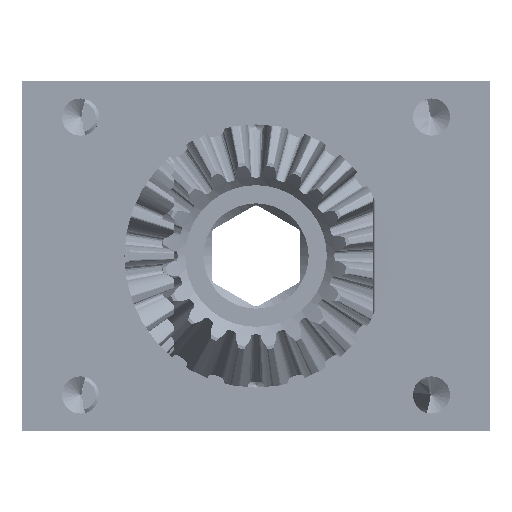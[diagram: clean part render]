
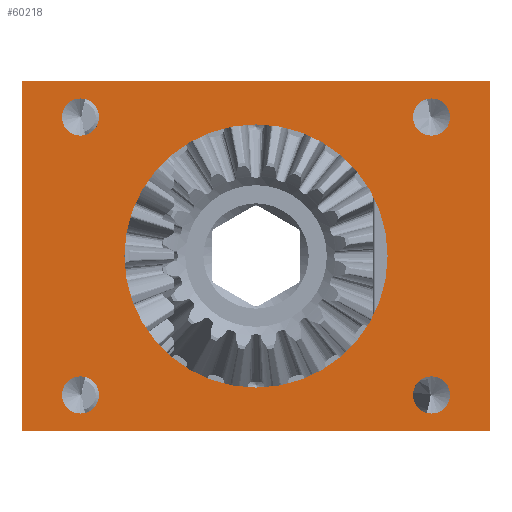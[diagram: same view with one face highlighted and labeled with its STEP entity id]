
A CAD part, front view. The second image highlights one B-rep face of the part: STEP entity #60218.
In plain terms, the highlighted planar face has unit normal (0, -1, 0).
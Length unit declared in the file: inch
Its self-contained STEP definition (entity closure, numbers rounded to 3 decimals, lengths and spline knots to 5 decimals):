
#1010 = DIRECTION ( 'NONE',  ( 0., 0., -1. ) ) ;
#1280 = DIRECTION ( 'NONE',  ( 0., 0., 1. ) ) ;
#1621 = DIRECTION ( 'NONE',  ( 0., 0., -1. ) ) ;
#1805 = VECTOR ( 'NONE', #4881, 39.37008 ) ;
#3159 = VERTEX_POINT ( 'NONE', #44478 ) ;
#3388 = AXIS2_PLACEMENT_3D ( 'NONE', #39363, #18676, #43979 ) ;
#3774 = LINE ( 'NONE', #28316, #9802 ) ;
#3994 = DIRECTION ( 'NONE',  ( 0., 0., -1. ) ) ;
#4881 = DIRECTION ( 'NONE',  ( 1., 0., 0. ) ) ;
#5293 = CARTESIAN_POINT ( 'NONE',  ( -1., -1., -0.75 ) ) ;
#5629 = CARTESIAN_POINT ( 'NONE',  ( 0.75, -1., -0.67325 ) ) ;
#5644 = CARTESIAN_POINT ( 'NONE',  ( 0.75, -1., 0.51425 ) ) ;
#7675 = CARTESIAN_POINT ( 'NONE',  ( 0.75, -1., 0.67325 ) ) ;
#7902 = ORIENTED_EDGE ( 'NONE', *, *, #32054, .F. ) ;
#7954 = FACE_BOUND ( 'NONE', #56576, .T. ) ;
#8885 = AXIS2_PLACEMENT_3D ( 'NONE', #27909, #47840, #20882 ) ;
#9268 = ORIENTED_EDGE ( 'NONE', *, *, #69645, .F. ) ;
#9802 = VECTOR ( 'NONE', #53663, 39.37008 ) ;
#10062 = VERTEX_POINT ( 'NONE', #78979 ) ;
#10133 = AXIS2_PLACEMENT_3D ( 'NONE', #64195, #57971, #1010 ) ;
#11077 = EDGE_CURVE ( 'NONE', #50523, #46977, #21275, .T. ) ;
#12256 = CARTESIAN_POINT ( 'NONE',  ( -0.75, -1., -0.67325 ) ) ;
#13337 = CARTESIAN_POINT ( 'NONE',  ( 0.75, -1., -0.59375 ) ) ;
#13458 = ORIENTED_EDGE ( 'NONE', *, *, #55144, .F. ) ;
#13745 = VERTEX_POINT ( 'NONE', #66985 ) ;
#14547 = DIRECTION ( 'NONE',  ( 0., -1., 0. ) ) ;
#16106 = DIRECTION ( 'NONE',  ( 0., 0., -1. ) ) ;
#16348 = EDGE_LOOP ( 'NONE', ( #34749, #52808 ) ) ;
#16476 = EDGE_CURVE ( 'NONE', #13745, #16685, #64387, .T. ) ;
#16685 = VERTEX_POINT ( 'NONE', #75131 ) ;
#16798 = CIRCLE ( 'NONE', #10133, 0.0795 ) ;
#17141 = VECTOR ( 'NONE', #54888, 39.37008 ) ;
#18490 = CIRCLE ( 'NONE', #34351, 0.0795 ) ;
#18676 = DIRECTION ( 'NONE',  ( 0., -1., 0. ) ) ;
#18696 = AXIS2_PLACEMENT_3D ( 'NONE', #24395, #48473, #16106 ) ;
#18776 = EDGE_CURVE ( 'NONE', #32328, #36045, #55704, .T. ) ;
#19547 = CARTESIAN_POINT ( 'NONE',  ( -1., -1., 0.75 ) ) ;
#19644 = VERTEX_POINT ( 'NONE', #5629 ) ;
#19968 = CARTESIAN_POINT ( 'NONE',  ( 0.75, -1., -0.59375 ) ) ;
#20741 = CARTESIAN_POINT ( 'NONE',  ( -0.75, -1., 0.67325 ) ) ;
#20882 = DIRECTION ( 'NONE',  ( 0., 0., -1. ) ) ;
#21171 = DIRECTION ( 'NONE',  ( 0., 0., -1. ) ) ;
#21275 = CIRCLE ( 'NONE', #63697, 0.0795 ) ;
#21282 = FACE_BOUND ( 'NONE', #67086, .T. ) ;
#21449 = CIRCLE ( 'NONE', #25396, 0.5625 ) ;
#22350 = ORIENTED_EDGE ( 'NONE', *, *, #16476, .F. ) ;
#22361 = CARTESIAN_POINT ( 'NONE',  ( 0., -1., -0.5625 ) ) ;
#22584 = VERTEX_POINT ( 'NONE', #77375 ) ;
#22844 = EDGE_LOOP ( 'NONE', ( #9268, #48716 ) ) ;
#22854 = VECTOR ( 'NONE', #1621, 39.37008 ) ;
#23180 = CIRCLE ( 'NONE', #62947, 0.0795 ) ;
#24152 = CARTESIAN_POINT ( 'NONE',  ( -1., -1., 0.75 ) ) ;
#24395 = CARTESIAN_POINT ( 'NONE',  ( -0.75, -1., -0.59375 ) ) ;
#25396 = AXIS2_PLACEMENT_3D ( 'NONE', #79453, #73622, #80264 ) ;
#27909 = CARTESIAN_POINT ( 'NONE',  ( 0.75, -1., 0.59375 ) ) ;
#28188 = DIRECTION ( 'NONE',  ( 0., -1., 0. ) ) ;
#28316 = CARTESIAN_POINT ( 'NONE',  ( -1., -1., 0.75 ) ) ;
#28837 = AXIS2_PLACEMENT_3D ( 'NONE', #13337, #33276, #51978 ) ;
#31240 = EDGE_CURVE ( 'NONE', #22584, #44584, #53129, .T. ) ;
#31273 = CIRCLE ( 'NONE', #3388, 0.0795 ) ;
#31613 = ORIENTED_EDGE ( 'NONE', *, *, #66605, .F. ) ;
#32054 = EDGE_CURVE ( 'NONE', #38580, #40730, #35483, .T. ) ;
#32328 = VERTEX_POINT ( 'NONE', #19547 ) ;
#32835 = CARTESIAN_POINT ( 'NONE',  ( 1., -1., 0.75 ) ) ;
#33276 = DIRECTION ( 'NONE',  ( 0., -1., 0. ) ) ;
#33703 = FACE_BOUND ( 'NONE', #47073, .T. ) ;
#34351 = AXIS2_PLACEMENT_3D ( 'NONE', #41277, #36289, #80318 ) ;
#34749 = ORIENTED_EDGE ( 'NONE', *, *, #63446, .F. ) ;
#34767 = CARTESIAN_POINT ( 'NONE',  ( -0.75, -1., 0.59375 ) ) ;
#35483 = CIRCLE ( 'NONE', #8885, 0.0795 ) ;
#36045 = VERTEX_POINT ( 'NONE', #49544 ) ;
#36289 = DIRECTION ( 'NONE',  ( 0., -1., 0. ) ) ;
#38580 = VERTEX_POINT ( 'NONE', #7675 ) ;
#39032 = ORIENTED_EDGE ( 'NONE', *, *, #56436, .F. ) ;
#39363 = CARTESIAN_POINT ( 'NONE',  ( -0.75, -1., 0.59375 ) ) ;
#40730 = VERTEX_POINT ( 'NONE', #5644 ) ;
#40753 = FACE_OUTER_BOUND ( 'NONE', #55777, .T. ) ;
#40982 = DIRECTION ( 'NONE',  ( 0., -1., 0. ) ) ;
#41044 = CARTESIAN_POINT ( 'NONE',  ( 0., -1., 0. ) ) ;
#41277 = CARTESIAN_POINT ( 'NONE',  ( -0.75, -1., -0.59375 ) ) ;
#43979 = DIRECTION ( 'NONE',  ( 0., 0., -1. ) ) ;
#44135 = EDGE_CURVE ( 'NONE', #36045, #16685, #56811, .T. ) ;
#44478 = CARTESIAN_POINT ( 'NONE',  ( 0., -1., 0.5625 ) ) ;
#44584 = VERTEX_POINT ( 'NONE', #12256 ) ;
#45270 = DIRECTION ( 'NONE',  ( 0., 0., -1. ) ) ;
#46977 = VERTEX_POINT ( 'NONE', #65501 ) ;
#46993 = DIRECTION ( 'NONE',  ( 0., 1., 0. ) ) ;
#47073 = EDGE_LOOP ( 'NONE', ( #54127, #31613 ) ) ;
#47840 = DIRECTION ( 'NONE',  ( 0., -1., 0. ) ) ;
#48473 = DIRECTION ( 'NONE',  ( 0., -1., 0. ) ) ;
#48716 = ORIENTED_EDGE ( 'NONE', *, *, #11077, .F. ) ;
#49327 = EDGE_CURVE ( 'NONE', #40730, #38580, #16798, .T. ) ;
#49544 = CARTESIAN_POINT ( 'NONE',  ( -1., -1., -0.75 ) ) ;
#50093 = EDGE_CURVE ( 'NONE', #19644, #10062, #65952, .T. ) ;
#50515 = EDGE_CURVE ( 'NONE', #65519, #3159, #60744, .T. ) ;
#50523 = VERTEX_POINT ( 'NONE', #20741 ) ;
#51978 = DIRECTION ( 'NONE',  ( 0., 0., -1. ) ) ;
#52006 = PLANE ( 'NONE',  #59451 ) ;
#52808 = ORIENTED_EDGE ( 'NONE', *, *, #31240, .F. ) ;
#52824 = CARTESIAN_POINT ( 'NONE',  ( -1., -1., 0.75 ) ) ;
#53129 = CIRCLE ( 'NONE', #18696, 0.0795 ) ;
#53663 = DIRECTION ( 'NONE',  ( 1., 0., 0. ) ) ;
#54127 = ORIENTED_EDGE ( 'NONE', *, *, #50515, .F. ) ;
#54301 = ORIENTED_EDGE ( 'NONE', *, *, #44135, .T. ) ;
#54888 = DIRECTION ( 'NONE',  ( 0., 0., -1. ) ) ;
#55144 = EDGE_CURVE ( 'NONE', #32328, #13745, #3774, .T. ) ;
#55704 = LINE ( 'NONE', #24152, #17141 ) ;
#55777 = EDGE_LOOP ( 'NONE', ( #74972, #54301, #22350, #13458 ) ) ;
#56436 = EDGE_CURVE ( 'NONE', #10062, #19644, #23180, .T. ) ;
#56576 = EDGE_LOOP ( 'NONE', ( #64606, #7902 ) ) ;
#56811 = LINE ( 'NONE', #5293, #1805 ) ;
#56821 = ORIENTED_EDGE ( 'NONE', *, *, #50093, .F. ) ;
#57971 = DIRECTION ( 'NONE',  ( 0., -1., 0. ) ) ;
#58240 = FACE_BOUND ( 'NONE', #22844, .T. ) ;
#59053 = FACE_BOUND ( 'NONE', #16348, .T. ) ;
#59451 = AXIS2_PLACEMENT_3D ( 'NONE', #52824, #46993, #1280 ) ;
#60218 = ADVANCED_FACE ( 'NONE', ( #21282, #7954, #59053, #58240, #33703, #40753 ), #52006, .F. ) ;
#60744 = CIRCLE ( 'NONE', #72645, 0.5625 ) ;
#62947 = AXIS2_PLACEMENT_3D ( 'NONE', #19968, #14547, #45270 ) ;
#63446 = EDGE_CURVE ( 'NONE', #44584, #22584, #18490, .T. ) ;
#63697 = AXIS2_PLACEMENT_3D ( 'NONE', #34767, #40982, #3994 ) ;
#64195 = CARTESIAN_POINT ( 'NONE',  ( 0.75, -1., 0.59375 ) ) ;
#64387 = LINE ( 'NONE', #32835, #22854 ) ;
#64606 = ORIENTED_EDGE ( 'NONE', *, *, #49327, .F. ) ;
#65501 = CARTESIAN_POINT ( 'NONE',  ( -0.75, -1., 0.51425 ) ) ;
#65519 = VERTEX_POINT ( 'NONE', #22361 ) ;
#65952 = CIRCLE ( 'NONE', #28837, 0.0795 ) ;
#66605 = EDGE_CURVE ( 'NONE', #3159, #65519, #21449, .T. ) ;
#66985 = CARTESIAN_POINT ( 'NONE',  ( 1., -1., 0.75 ) ) ;
#67086 = EDGE_LOOP ( 'NONE', ( #56821, #39032 ) ) ;
#69645 = EDGE_CURVE ( 'NONE', #46977, #50523, #31273, .T. ) ;
#72645 = AXIS2_PLACEMENT_3D ( 'NONE', #41044, #28188, #21171 ) ;
#73622 = DIRECTION ( 'NONE',  ( 0., -1., 0. ) ) ;
#74972 = ORIENTED_EDGE ( 'NONE', *, *, #18776, .T. ) ;
#75131 = CARTESIAN_POINT ( 'NONE',  ( 1., -1., -0.75 ) ) ;
#77375 = CARTESIAN_POINT ( 'NONE',  ( -0.75, -1., -0.51425 ) ) ;
#78979 = CARTESIAN_POINT ( 'NONE',  ( 0.75, -1., -0.51425 ) ) ;
#79453 = CARTESIAN_POINT ( 'NONE',  ( 0., -1., 0. ) ) ;
#80264 = DIRECTION ( 'NONE',  ( 0., 0., -1. ) ) ;
#80318 = DIRECTION ( 'NONE',  ( 0., 0., -1. ) ) ;
